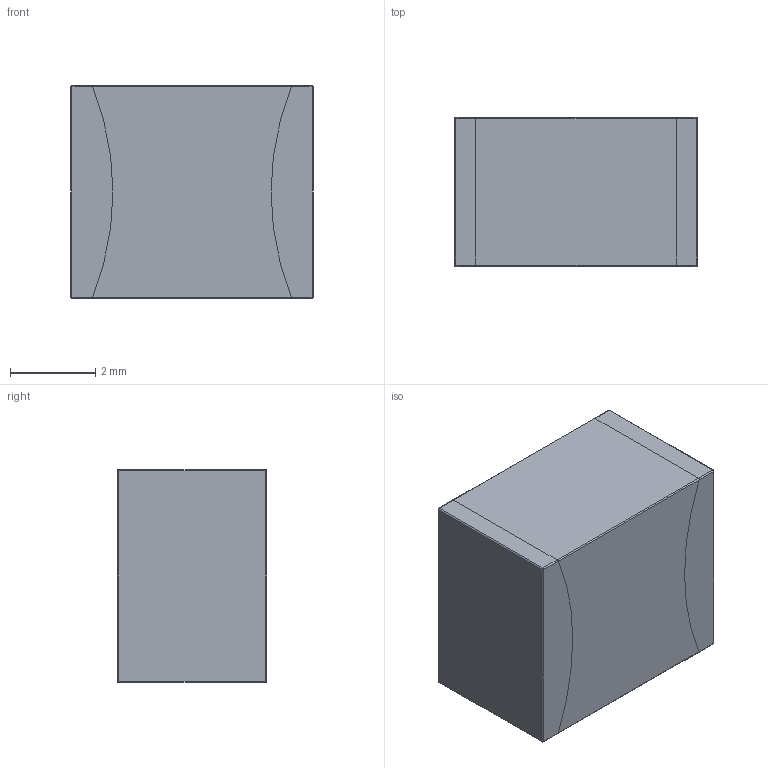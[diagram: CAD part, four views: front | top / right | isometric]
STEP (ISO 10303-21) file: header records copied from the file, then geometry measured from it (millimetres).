
FILE_DESCRIPTION (( 'STEP AP214' ), '1' );
FILE_NAME ('C2220.STEP', '2024-06-08T09:51:45', ( '' ), ( '' ), 'SwSTEP 2.0', 'SolidWorks 2022', '' );
FILE_SCHEMA (( 'AUTOMOTIVE_DESIGN' ));
Length unit declared in the file: millimetre
Products named in the file (1): C2220
Bounding box: 5.7 x 3.5 x 5 mm (x, y, z)
Volume: 99.7 mm3; surface area: 203 mm2
Topology: 3 solids, 3 shells, 100 faces, 251 edges, 154 vertices
Faces by surface type: plane 40, bspline 28, cylinder 24, sphere 8
Entity records: 5284 total; most frequent: CARTESIAN_POINT 2574, ORIENTED_EDGE 486, DIRECTION 349, EDGE_CURVE 243, VERTEX_POINT 154, LINE 139, VECTOR 139, AXIS2_PLACEMENT_3D 105
